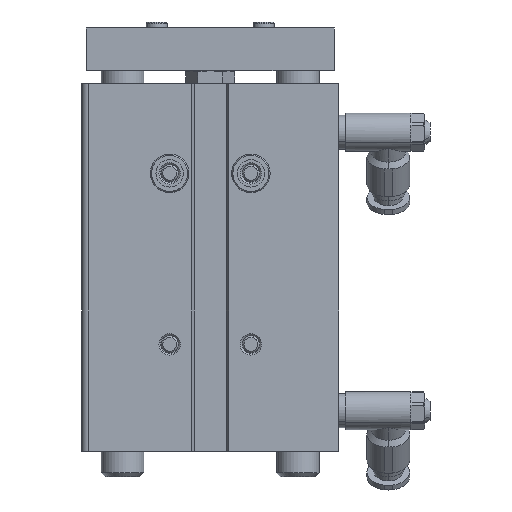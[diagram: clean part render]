
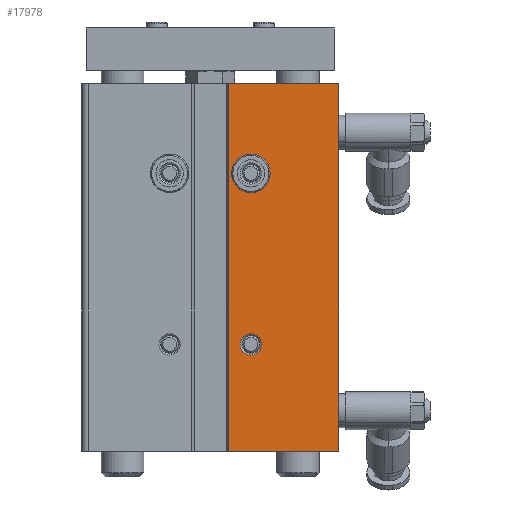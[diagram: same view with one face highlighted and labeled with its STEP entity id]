
A CAD part, front view. The second image highlights one B-rep face of the part: STEP entity #17978.
In plain terms, the highlighted planar face has unit normal (0, -1, 0).
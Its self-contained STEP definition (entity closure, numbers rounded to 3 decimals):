
#149 = LINE ( 'NONE', #17658, #17759 ) ;
#367 = EDGE_LOOP ( 'NONE', ( #8011, #12941 ) ) ;
#439 = ORIENTED_EDGE ( 'NONE', *, *, #10472, .T. ) ;
#544 = ORIENTED_EDGE ( 'NONE', *, *, #4042, .T. ) ;
#1523 = CARTESIAN_POINT ( 'NONE',  ( 9.5, -14., -16.5 ) ) ;
#1804 = FACE_BOUND ( 'NONE', #367, .T. ) ;
#1884 = CARTESIAN_POINT ( 'NONE',  ( 30., -14., -43. ) ) ;
#1970 = DIRECTION ( 'NONE',  ( 0., 0., -1. ) ) ;
#2252 = DIRECTION ( 'NONE',  ( 0., 1., 0. ) ) ;
#2454 = FACE_BOUND ( 'NONE', #14054, .T. ) ;
#2912 = VERTEX_POINT ( 'NONE', #4637 ) ;
#3003 = AXIS2_PLACEMENT_3D ( 'NONE', #3562, #7754, #13204 ) ;
#3156 = DIRECTION ( 'NONE',  ( 0., 1., 0. ) ) ;
#3562 = CARTESIAN_POINT ( 'NONE',  ( 9.5, -14., -21. ) ) ;
#4042 = EDGE_CURVE ( 'NONE', #5202, #8018, #8638, .T. ) ;
#4191 = CIRCLE ( 'NONE', #6791, 4.5 ) ;
#4360 = VERTEX_POINT ( 'NONE', #6300 ) ;
#4617 = AXIS2_PLACEMENT_3D ( 'NONE', #11451, #3156, #16896 ) ;
#4637 = CARTESIAN_POINT ( 'NONE',  ( 4.3, -14., 0. ) ) ;
#5202 = VERTEX_POINT ( 'NONE', #9523 ) ;
#5439 = EDGE_CURVE ( 'NONE', #16328, #17279, #4191, .T. ) ;
#5884 = AXIS2_PLACEMENT_3D ( 'NONE', #14683, #2252, #17373 ) ;
#6029 = CARTESIAN_POINT ( 'NONE',  ( 9.5, -14., -63.5 ) ) ;
#6267 = VERTEX_POINT ( 'NONE', #6029 ) ;
#6300 = CARTESIAN_POINT ( 'NONE',  ( 30., -14., 0. ) ) ;
#6593 = LINE ( 'NONE', #17093, #15301 ) ;
#6791 = AXIS2_PLACEMENT_3D ( 'NONE', #9026, #10424, #11814 ) ;
#7341 = ORIENTED_EDGE ( 'NONE', *, *, #15564, .F. ) ;
#7754 = DIRECTION ( 'NONE',  ( 0., 1., 0. ) ) ;
#7765 = ORIENTED_EDGE ( 'NONE', *, *, #14956, .T. ) ;
#8011 = ORIENTED_EDGE ( 'NONE', *, *, #12460, .T. ) ;
#8018 = VERTEX_POINT ( 'NONE', #15834 ) ;
#8100 = CARTESIAN_POINT ( 'NONE',  ( 4.3, -14., 0. ) ) ;
#8518 = ORIENTED_EDGE ( 'NONE', *, *, #17396, .T. ) ;
#8638 = LINE ( 'NONE', #11786, #9714 ) ;
#8960 = CIRCLE ( 'NONE', #4617, 2.5 ) ;
#9026 = CARTESIAN_POINT ( 'NONE',  ( 9.5, -14., -21. ) ) ;
#9129 = AXIS2_PLACEMENT_3D ( 'NONE', #8100, #14976, #15031 ) ;
#9523 = CARTESIAN_POINT ( 'NONE',  ( 4.3, -14., -86. ) ) ;
#9690 = EDGE_CURVE ( 'NONE', #4360, #2912, #149, .T. ) ;
#9714 = VECTOR ( 'NONE', #15694, 1000. ) ;
#10216 = DIRECTION ( 'NONE',  ( 0., 0., -1. ) ) ;
#10424 = DIRECTION ( 'NONE',  ( 0., 1., 0. ) ) ;
#10472 = EDGE_CURVE ( 'NONE', #6267, #16991, #16797, .T. ) ;
#11424 = CIRCLE ( 'NONE', #3003, 4.5 ) ;
#11451 = CARTESIAN_POINT ( 'NONE',  ( 9.5, -14., -61. ) ) ;
#11761 = FACE_OUTER_BOUND ( 'NONE', #12114, .T. ) ;
#11786 = CARTESIAN_POINT ( 'NONE',  ( 4.3, -14., -86. ) ) ;
#11814 = DIRECTION ( 'NONE',  ( 0., 0., -1. ) ) ;
#12077 = DIRECTION ( 'NONE',  ( -1., 0., 0. ) ) ;
#12114 = EDGE_LOOP ( 'NONE', ( #15500, #7765, #544, #7341 ) ) ;
#12460 = EDGE_CURVE ( 'NONE', #17279, #16328, #11424, .T. ) ;
#12886 = CARTESIAN_POINT ( 'NONE',  ( 9.5, -14., -58.5 ) ) ;
#12941 = ORIENTED_EDGE ( 'NONE', *, *, #5439, .T. ) ;
#13204 = DIRECTION ( 'NONE',  ( 0., 0., -1. ) ) ;
#13504 = PLANE ( 'NONE',  #9129 ) ;
#14054 = EDGE_LOOP ( 'NONE', ( #439, #8518 ) ) ;
#14683 = CARTESIAN_POINT ( 'NONE',  ( 9.5, -14., -61. ) ) ;
#14781 = VECTOR ( 'NONE', #10216, 1000. ) ;
#14956 = EDGE_CURVE ( 'NONE', #2912, #5202, #6593, .T. ) ;
#14976 = DIRECTION ( 'NONE',  ( 0., -1., 0. ) ) ;
#15031 = DIRECTION ( 'NONE',  ( 0., 0., -1. ) ) ;
#15177 = CARTESIAN_POINT ( 'NONE',  ( 9.5, -14., -25.5 ) ) ;
#15301 = VECTOR ( 'NONE', #1970, 1000. ) ;
#15500 = ORIENTED_EDGE ( 'NONE', *, *, #9690, .T. ) ;
#15564 = EDGE_CURVE ( 'NONE', #4360, #8018, #15857, .T. ) ;
#15694 = DIRECTION ( 'NONE',  ( 1., 0., 0. ) ) ;
#15834 = CARTESIAN_POINT ( 'NONE',  ( 30., -14., -86. ) ) ;
#15857 = LINE ( 'NONE', #1884, #14781 ) ;
#16328 = VERTEX_POINT ( 'NONE', #1523 ) ;
#16797 = CIRCLE ( 'NONE', #5884, 2.5 ) ;
#16896 = DIRECTION ( 'NONE',  ( 0., 0., -1. ) ) ;
#16991 = VERTEX_POINT ( 'NONE', #12886 ) ;
#17093 = CARTESIAN_POINT ( 'NONE',  ( 4.3, -14., 0. ) ) ;
#17279 = VERTEX_POINT ( 'NONE', #15177 ) ;
#17373 = DIRECTION ( 'NONE',  ( 0., 0., -1. ) ) ;
#17396 = EDGE_CURVE ( 'NONE', #16991, #6267, #8960, .T. ) ;
#17658 = CARTESIAN_POINT ( 'NONE',  ( 4.3, -14., 0. ) ) ;
#17759 = VECTOR ( 'NONE', #12077, 1000. ) ;
#17978 = ADVANCED_FACE ( 'NONE', ( #11761, #1804, #2454 ), #13504, .T. ) ;
